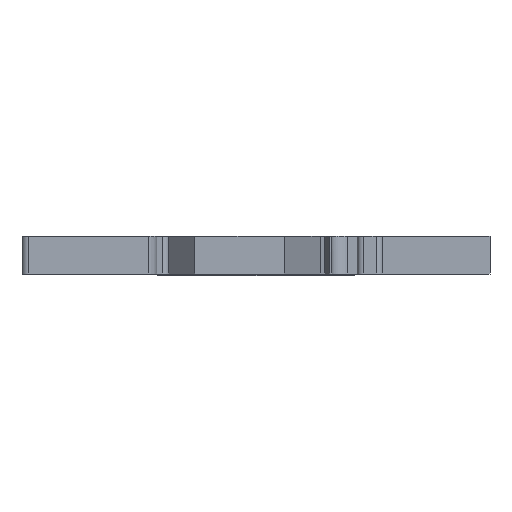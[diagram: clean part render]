
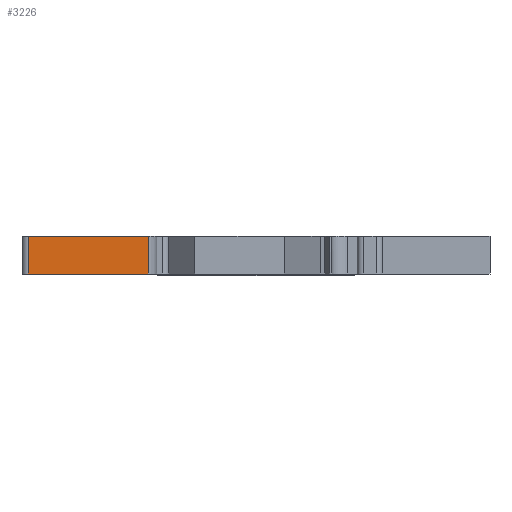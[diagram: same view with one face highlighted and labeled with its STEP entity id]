
A CAD part, front view. The second image highlights one B-rep face of the part: STEP entity #3226.
In plain terms, the highlighted planar face has unit normal (0, -1, 0).
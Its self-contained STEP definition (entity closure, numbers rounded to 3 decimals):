
#470=DIRECTION('',(-1.,0.,0.));
#471=VECTOR('',#470,19.001);
#472=CARTESIAN_POINT('',(-16.999,-26.25,3.));
#473=LINE('',#472,#471);
#1108=DIRECTION('',(0.,0.,-1.));
#1109=VECTOR('',#1108,6.);
#1110=CARTESIAN_POINT('',(-36.,-26.25,3.));
#1111=LINE('',#1110,#1109);
#1112=DIRECTION('',(-1.,0.,0.));
#1113=VECTOR('',#1112,19.001);
#1114=CARTESIAN_POINT('',(-16.999,-26.25,-3.));
#1115=LINE('',#1114,#1113);
#1120=DIRECTION('',(0.,0.,1.));
#1121=VECTOR('',#1120,6.);
#1122=CARTESIAN_POINT('',(-16.999,-26.25,-3.));
#1123=LINE('',#1122,#1121);
#1466=CARTESIAN_POINT('',(-36.,-26.25,-3.));
#1467=VERTEX_POINT('',#1466);
#1468=CARTESIAN_POINT('',(-16.999,-26.25,-3.));
#1469=VERTEX_POINT('',#1468);
#1744=CARTESIAN_POINT('',(-16.999,-26.25,3.));
#1745=CARTESIAN_POINT('',(-36.,-26.25,3.));
#1746=VERTEX_POINT('',#1744);
#1747=VERTEX_POINT('',#1745);
#3214=CARTESIAN_POINT('',(-36.,-26.25,-5.));
#3215=DIRECTION('',(0.,-1.,0.));
#3216=DIRECTION('',(1.,0.,0.));
#3217=AXIS2_PLACEMENT_3D('',#3214,#3215,#3216);
#3218=PLANE('',#3217);
#3219=ORIENTED_EDGE('',*,*,#2227,.F.);
#3221=ORIENTED_EDGE('',*,*,#3220,.F.);
#3222=ORIENTED_EDGE('',*,*,#2009,.T.);
#3223=ORIENTED_EDGE('',*,*,#3208,.F.);
#3224=EDGE_LOOP('',(#3219,#3221,#3222,#3223));
#3225=FACE_OUTER_BOUND('',#3224,.F.);
#2009=EDGE_CURVE('',#1469,#1467,#1115,.T.);
#2227=EDGE_CURVE('',#1746,#1747,#473,.T.);
#3208=EDGE_CURVE('',#1747,#1467,#1111,.T.);
#3220=EDGE_CURVE('',#1469,#1746,#1123,.T.);
#3226=ADVANCED_FACE('',(#3225),#3218,.T.);
